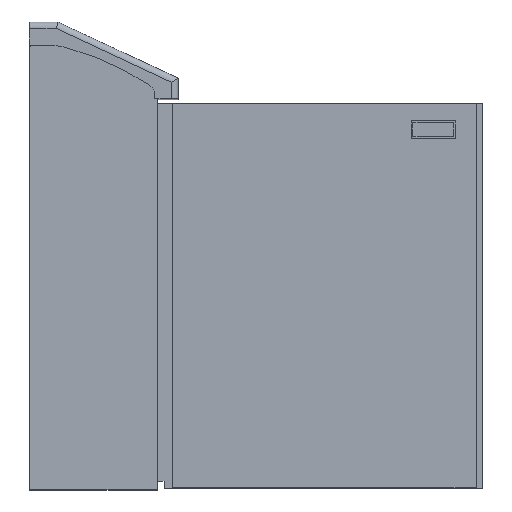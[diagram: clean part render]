
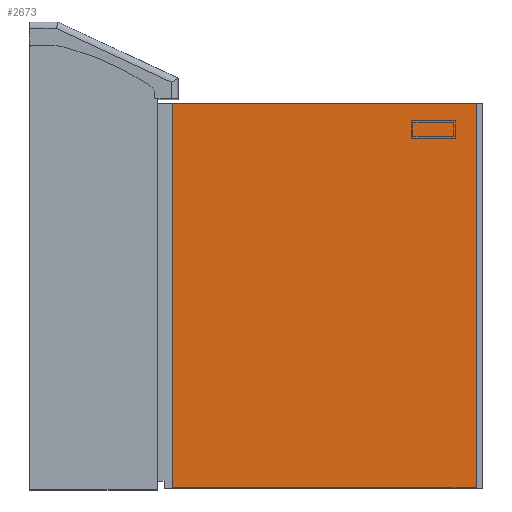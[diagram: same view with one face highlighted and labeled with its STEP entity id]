
A CAD part, top view. The second image highlights one B-rep face of the part: STEP entity #2673.
In plain terms, the highlighted planar face has unit normal (0, 0, 1).
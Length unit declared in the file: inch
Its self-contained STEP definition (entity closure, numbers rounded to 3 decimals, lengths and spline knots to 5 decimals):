
#65 = EDGE_CURVE ( 'NONE', #543, #1910, #2872, .T. ) ;
#258 = LINE ( 'NONE', #1429, #879 ) ;
#355 = EDGE_CURVE ( 'NONE', #1910, #796, #258, .T. ) ;
#543 = VERTEX_POINT ( 'NONE', #627 ) ;
#552 = CARTESIAN_POINT ( 'NONE',  ( 11.838, -11.33222, -26.24509 ) ) ;
#605 = FACE_OUTER_BOUND ( 'NONE', #926, .T. ) ;
#627 = CARTESIAN_POINT ( 'NONE',  ( 36.78129, -11.33222, -26.24509 ) ) ;
#693 = EDGE_CURVE ( 'NONE', #796, #1201, #1318, .T. ) ;
#726 = VECTOR ( 'NONE', #2849, 39.37008 ) ;
#763 = CARTESIAN_POINT ( 'NONE',  ( 36.78129, 20.18216, -26.24509 ) ) ;
#796 = VERTEX_POINT ( 'NONE', #1278 ) ;
#879 = VECTOR ( 'NONE', #2908, 39.37008 ) ;
#899 = CARTESIAN_POINT ( 'NONE',  ( 11.838, 20.18216, -26.24509 ) ) ;
#926 = EDGE_LOOP ( 'NONE', ( #1244, #1827, #2937, #2746 ) ) ;
#1133 = EDGE_CURVE ( 'NONE', #1201, #543, #1328, .T. ) ;
#1201 = VERTEX_POINT ( 'NONE', #763 ) ;
#1244 = ORIENTED_EDGE ( 'NONE', *, *, #355, .F. ) ;
#1278 = CARTESIAN_POINT ( 'NONE',  ( 11.838, 20.18216, -26.24509 ) ) ;
#1318 = LINE ( 'NONE', #899, #2920 ) ;
#1328 = LINE ( 'NONE', #1770, #726 ) ;
#1429 = CARTESIAN_POINT ( 'NONE',  ( 11.838, -11.33222, -26.24509 ) ) ;
#1559 = DIRECTION ( 'NONE',  ( 1., 0., 0. ) ) ;
#1770 = CARTESIAN_POINT ( 'NONE',  ( 36.78129, -11.33222, -26.24509 ) ) ;
#1827 = ORIENTED_EDGE ( 'NONE', *, *, #65, .F. ) ;
#1910 = VERTEX_POINT ( 'NONE', #552 ) ;
#1994 = DIRECTION ( 'NONE',  ( 1., 0., 0. ) ) ;
#2007 = CARTESIAN_POINT ( 'NONE',  ( 37.3177, -11.394, -26.24509 ) ) ;
#2065 = AXIS2_PLACEMENT_3D ( 'NONE', #2007, #2972, #1559 ) ;
#2377 = CARTESIAN_POINT ( 'NONE',  ( 11.838, -11.33222, -26.24509 ) ) ;
#2673 = ADVANCED_FACE ( 'NONE', ( #605 ), #2733, .T. ) ;
#2733 = PLANE ( 'NONE',  #2065 ) ;
#2746 = ORIENTED_EDGE ( 'NONE', *, *, #693, .F. ) ;
#2829 = VECTOR ( 'NONE', #2869, 39.37008 ) ;
#2849 = DIRECTION ( 'NONE',  ( 0., -1., 0. ) ) ;
#2869 = DIRECTION ( 'NONE',  ( -1., 0., 0. ) ) ;
#2872 = LINE ( 'NONE', #2377, #2829 ) ;
#2908 = DIRECTION ( 'NONE',  ( 0., 1., 0. ) ) ;
#2920 = VECTOR ( 'NONE', #1994, 39.37008 ) ;
#2937 = ORIENTED_EDGE ( 'NONE', *, *, #1133, .F. ) ;
#2972 = DIRECTION ( 'NONE',  ( 0., 0., 1. ) ) ;
